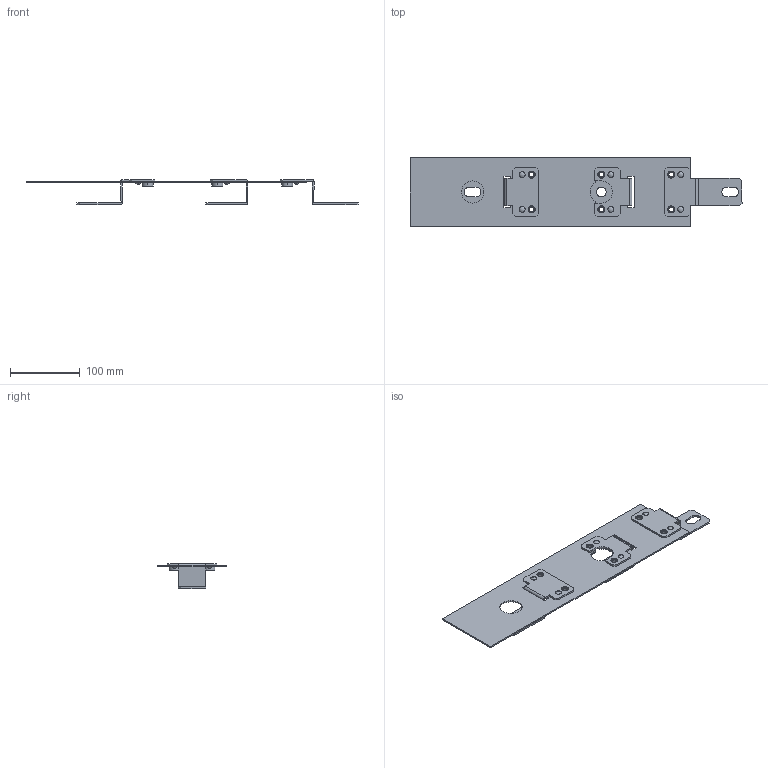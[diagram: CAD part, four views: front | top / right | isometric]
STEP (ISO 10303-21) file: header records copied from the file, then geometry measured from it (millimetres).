
FILE_DESCRIPTION((''),'2;1');
FILE_NAME('AD-00_ASM','2022-06-20T08:11:22',('klemen.sitar'),('Audax d.o.o.'),'CREO PARAMETRIC BY PTC INC, 2021304','CREO PARAMETRIC BY PTC INC, 2021304','');
FILE_SCHEMA(('AP242_MANAGED_MODEL_BASED_3D_ENGINEERING_MIM_LF { 1 0 10303 442 1 1 4 }'));
Length unit declared in the file: millimetre
Products named in the file (6): SREDNJI; RIVET_07_DIN_DIN_674-4X8-ST-A-3; GORNJI_DONJI; MATICA_M8_NP-00; NOSA_KONTAKTA0; AD-00_ASM
Assembly tree (16 placements, depth 2):
  AD-00_ASM
    SREDNJI
    RIVET_07_DIN_DIN_674-4X8-ST-A-3  x6
    GORNJI_DONJI  x2
    MATICA_M8_NP-00  x6
    NOSA_KONTAKTA0
Bounding box: 477 x 98 x 36.46 mm (x, y, z)
Volume: 125535.2 mm3; surface area: 123079 mm2
Topology: 16 solids, 16 shells, 340 faces, 808 edges, 530 vertices
Faces by surface type: cylinder 147, plane 127, cone 48, sphere 18
Entity records: 8556 total; most frequent: DIRECTION 980, CARTESIAN_POINT 931, ORIENTED_EDGE 858, PRESENTATION_STYLE_ASSIGNMENT 602, STYLED_ITEM 602, CURVE_STYLE 436, EDGE_CURVE 429, AXIS2_PLACEMENT_3D 362
